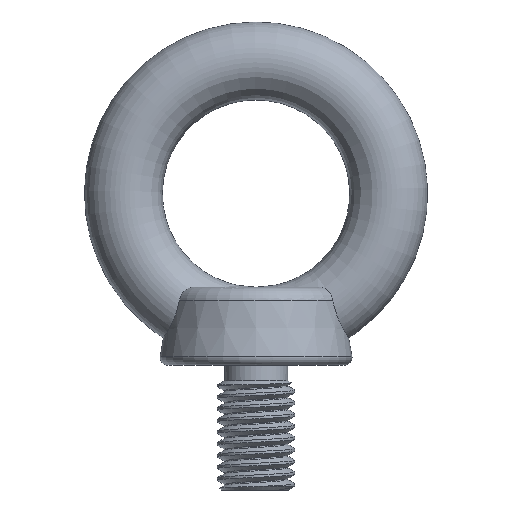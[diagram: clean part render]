
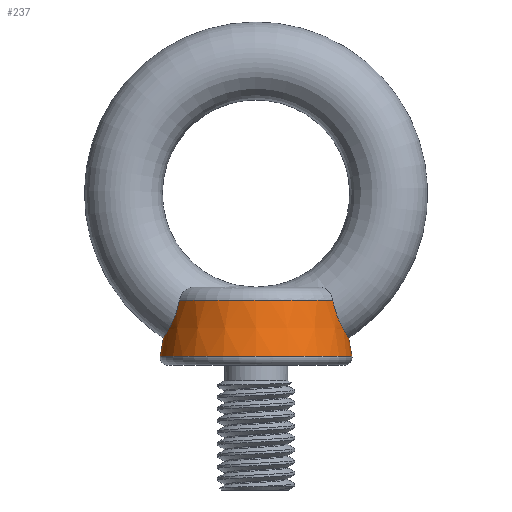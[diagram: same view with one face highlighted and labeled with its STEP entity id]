
A CAD part, front view. The second image highlights one B-rep face of the part: STEP entity #237.
In plain terms, the highlighted conical face has half-angle 10 degrees and reference radius 11.618 mm.
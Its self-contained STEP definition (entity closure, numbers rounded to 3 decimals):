
#17=CONICAL_SURFACE('',#255,11.618,10.);
#21=FACE_BOUND('',#67,.T.);
#31=CIRCLE('',#254,12.293);
#32=CIRCLE('',#256,11.028);
#33=CIRCLE('',#257,11.028);
#49=FACE_OUTER_BOUND('',#66,.T.);
#66=EDGE_LOOP('',(#182,#183,#184,#185));
#67=EDGE_LOOP('',(#186));
#94=B_SPLINE_CURVE_WITH_KNOTS('',3,(#2294,#2295,#2296,#2297,#2298,#2299,
#2300,#2301,#2302,#2303,#2304,#2305,#2306,#2307,#2308,#2309,#2310,#2311,
#2312,#2313,#2314,#2315),.UNSPECIFIED.,.F.,.F.,(4,2,2,2,2,2,2,2,2,2,4),
(0.17,0.227,0.421,0.606,
0.798,0.994,1.19,1.386,1.577,
1.761,1.817),.UNSPECIFIED.);
#95=B_SPLINE_CURVE_WITH_KNOTS('',3,(#2318,#2319,#2320,#2321,#2322,#2323,
#2324,#2325,#2326,#2327,#2328,#2329,#2330,#2331,#2332,#2333,#2334,#2335,
#2336,#2337,#2338,#2339),.UNSPECIFIED.,.F.,.F.,(4,2,2,2,2,2,2,2,2,2,4),
(0.17,0.227,0.421,0.606,
0.798,0.994,1.19,1.386,1.577,
1.761,1.817),.UNSPECIFIED.);
#116=VERTEX_POINT('',#2287);
#117=VERTEX_POINT('',#2290);
#118=VERTEX_POINT('',#2291);
#119=VERTEX_POINT('',#2293);
#120=VERTEX_POINT('',#2316);
#142=EDGE_CURVE('',#116,#116,#31,.T.);
#143=EDGE_CURVE('',#117,#118,#32,.T.);
#144=EDGE_CURVE('',#117,#119,#94,.T.);
#145=EDGE_CURVE('',#120,#119,#33,.T.);
#146=EDGE_CURVE('',#120,#118,#95,.T.);
#182=ORIENTED_EDGE('',*,*,#143,.F.);
#183=ORIENTED_EDGE('',*,*,#144,.T.);
#184=ORIENTED_EDGE('',*,*,#145,.F.);
#185=ORIENTED_EDGE('',*,*,#146,.T.);
#186=ORIENTED_EDGE('',*,*,#142,.F.);
#237=ADVANCED_FACE('',(#49,#21),#17,.T.);
#254=AXIS2_PLACEMENT_3D('',#2288,#284,#285);
#255=AXIS2_PLACEMENT_3D('',#2289,#286,#287);
#256=AXIS2_PLACEMENT_3D('',#2292,#288,#289);
#257=AXIS2_PLACEMENT_3D('',#2317,#290,#291);
#284=DIRECTION('center_axis',(0.,0.,-1.));
#285=DIRECTION('ref_axis',(0.,1.,0.));
#286=DIRECTION('center_axis',(0.,0.,-1.));
#287=DIRECTION('ref_axis',(0.,-1.,0.));
#288=DIRECTION('center_axis',(0.,0.,1.));
#289=DIRECTION('ref_axis',(0.,1.,0.));
#290=DIRECTION('center_axis',(0.,0.,1.));
#291=DIRECTION('ref_axis',(0.,-1.,0.));
#2287=CARTESIAN_POINT('',(0.,-12.293,17.174));
#2288=CARTESIAN_POINT('Origin',(0.,0.,17.174));
#2289=CARTESIAN_POINT('Origin',(0.,0.,21.));
#2290=CARTESIAN_POINT('',(9.831,4.997,24.347));
#2291=CARTESIAN_POINT('',(-9.831,4.997,24.347));
#2292=CARTESIAN_POINT('Origin',(0.,0.,24.347));
#2293=CARTESIAN_POINT('',(9.831,-4.997,24.347));
#2294=CARTESIAN_POINT('Ctrl Pts',(9.831,4.997,24.347));
#2295=CARTESIAN_POINT('Ctrl Pts',(9.865,5.003,24.159));
#2296=CARTESIAN_POINT('Ctrl Pts',(9.904,5.,23.971));
#2297=CARTESIAN_POINT('Ctrl Pts',(10.092,4.946,23.158));
#2298=CARTESIAN_POINT('Ctrl Pts',(10.283,4.797,22.567));
#2299=CARTESIAN_POINT('Ctrl Pts',(10.712,4.273,21.508));
#2300=CARTESIAN_POINT('Ctrl Pts',(10.938,3.917,21.057));
#2301=CARTESIAN_POINT('Ctrl Pts',(11.359,3.02,20.295));
#2302=CARTESIAN_POINT('Ctrl Pts',(11.546,2.483,19.998));
#2303=CARTESIAN_POINT('Ctrl Pts',(11.812,1.292,19.59));
#2304=CARTESIAN_POINT('Ctrl Pts',(11.885,0.648,19.486));
#2305=CARTESIAN_POINT('Ctrl Pts',(11.885,-0.654,19.487));
#2306=CARTESIAN_POINT('Ctrl Pts',(11.812,-1.298,19.591));
#2307=CARTESIAN_POINT('Ctrl Pts',(11.542,-2.502,20.006));
#2308=CARTESIAN_POINT('Ctrl Pts',(11.348,-3.049,20.312));
#2309=CARTESIAN_POINT('Ctrl Pts',(10.913,-3.963,21.104));
#2310=CARTESIAN_POINT('Ctrl Pts',(10.679,-4.323,21.577));
#2311=CARTESIAN_POINT('Ctrl Pts',(10.258,-4.817,22.642));
#2312=CARTESIAN_POINT('Ctrl Pts',(10.079,-4.951,23.207));
#2313=CARTESIAN_POINT('Ctrl Pts',(9.901,-5.,23.984));
#2314=CARTESIAN_POINT('Ctrl Pts',(9.864,-5.003,24.165));
#2315=CARTESIAN_POINT('Ctrl Pts',(9.831,-4.997,24.347));
#2316=CARTESIAN_POINT('',(-9.831,-4.997,24.347));
#2317=CARTESIAN_POINT('Origin',(0.,0.,24.347));
#2318=CARTESIAN_POINT('Ctrl Pts',(-9.831,-4.997,24.347));
#2319=CARTESIAN_POINT('Ctrl Pts',(-9.865,-5.003,24.159));
#2320=CARTESIAN_POINT('Ctrl Pts',(-9.904,-5.,23.971));
#2321=CARTESIAN_POINT('Ctrl Pts',(-10.092,-4.946,23.158));
#2322=CARTESIAN_POINT('Ctrl Pts',(-10.283,-4.797,22.567));
#2323=CARTESIAN_POINT('Ctrl Pts',(-10.712,-4.273,21.508));
#2324=CARTESIAN_POINT('Ctrl Pts',(-10.938,-3.917,21.057));
#2325=CARTESIAN_POINT('Ctrl Pts',(-11.359,-3.02,20.295));
#2326=CARTESIAN_POINT('Ctrl Pts',(-11.546,-2.483,19.998));
#2327=CARTESIAN_POINT('Ctrl Pts',(-11.812,-1.292,19.59));
#2328=CARTESIAN_POINT('Ctrl Pts',(-11.885,-0.648,
19.486));
#2329=CARTESIAN_POINT('Ctrl Pts',(-11.885,0.654,19.487));
#2330=CARTESIAN_POINT('Ctrl Pts',(-11.812,1.298,19.591));
#2331=CARTESIAN_POINT('Ctrl Pts',(-11.542,2.502,20.006));
#2332=CARTESIAN_POINT('Ctrl Pts',(-11.348,3.049,20.312));
#2333=CARTESIAN_POINT('Ctrl Pts',(-10.913,3.963,21.104));
#2334=CARTESIAN_POINT('Ctrl Pts',(-10.679,4.323,21.577));
#2335=CARTESIAN_POINT('Ctrl Pts',(-10.258,4.817,22.642));
#2336=CARTESIAN_POINT('Ctrl Pts',(-10.079,4.951,23.207));
#2337=CARTESIAN_POINT('Ctrl Pts',(-9.901,5.,23.984));
#2338=CARTESIAN_POINT('Ctrl Pts',(-9.864,5.003,24.165));
#2339=CARTESIAN_POINT('Ctrl Pts',(-9.831,4.997,24.347));
